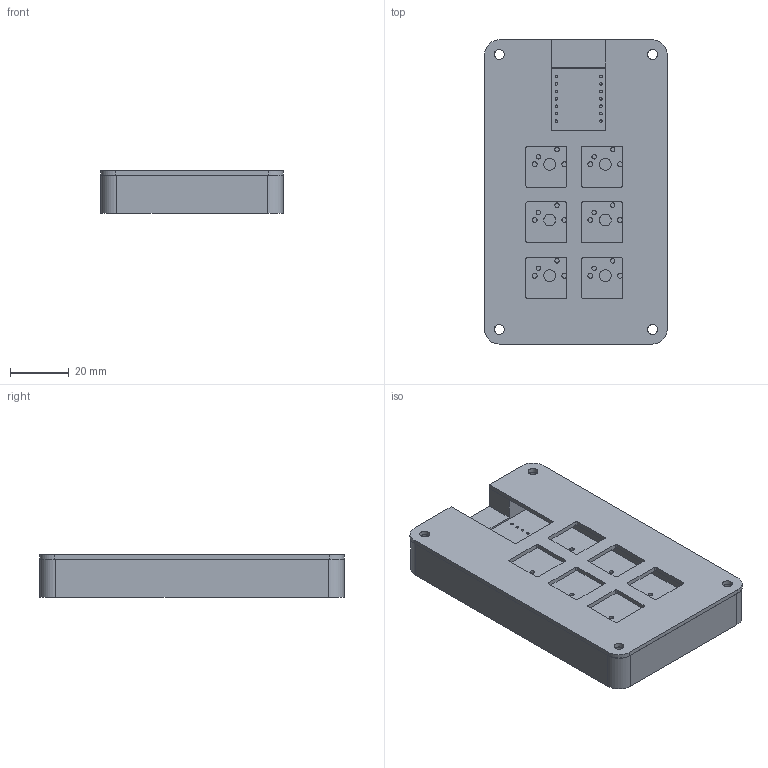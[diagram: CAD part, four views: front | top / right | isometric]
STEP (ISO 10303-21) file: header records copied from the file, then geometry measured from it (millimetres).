
FILE_DESCRIPTION(/* description */ (''),/* implementation_level */ '2;1');
FILE_NAME(/* name */ 'final.step',/* time_stamp */ '2025-11-30T17:01:23+03:00',/* author */ (''),/* organization */ (''),/* preprocessor_version */ 'ST-DEVELOPER v20.1',/* originating_system */ 'Autodesk Translation Framework v14.21.0.0',/* authorisation */ '');
FILE_SCHEMA (('AUTOMOTIVE_DESIGN { 1 0 10303 214 3 1 1 }'));
Length unit declared in the file: millimetre
Products named in the file (4): 2025-11-30-16-21-55-616; 2025-11-30-16-29-10-131; 2025-11-30-16-29-10-137; 2025-11-30-16-39-56-178
Assembly tree (3 placements, depth 2):
  2025-11-30-16-21-55-616
    2025-11-30-16-29-10-131
    2025-11-30-16-29-10-137
    2025-11-30-16-39-56-178
Bounding box: 62.47 x 104.01 x 14.5 mm (x, y, z)
Volume: 57309.9 mm3; surface area: 38271.1 mm2
Topology: 3 solids, 3 shells, 410 faces, 1140 edges, 760 vertices
Faces by surface type: plane 167, bspline 155, cylinder 88
Full cylindrical faces by diameter (mm): 0.889 x14, 1.5 x12, 1.7 x12, 3.4 x8, 4 x6, 6 x4
Entity records: 14926 total; most frequent: CARTESIAN_POINT 4952, ORIENTED_EDGE 2280, DIRECTION 1530, EDGE_CURVE 1140, VERTEX_POINT 760, LINE 654, VECTOR 654, EDGE_LOOP 550
